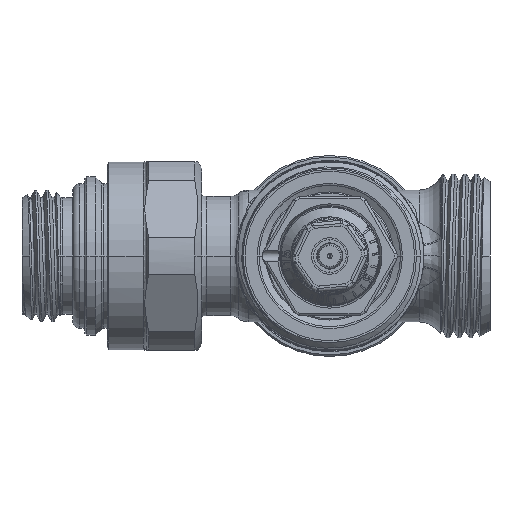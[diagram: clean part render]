
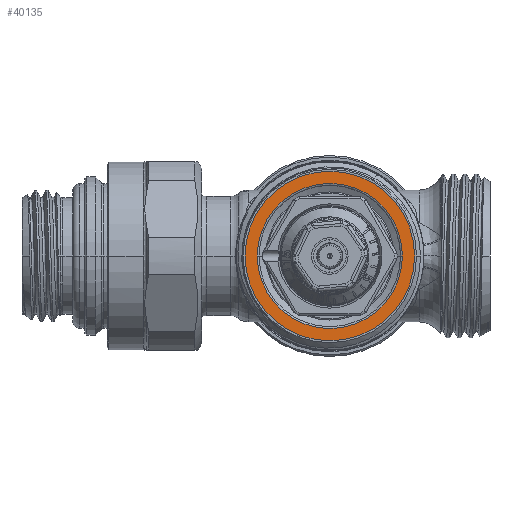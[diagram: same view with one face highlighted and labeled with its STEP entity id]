
A CAD part, left-side view. The second image highlights one B-rep face of the part: STEP entity #40135.
In plain terms, the highlighted planar face has unit normal (-1, 0, 0).
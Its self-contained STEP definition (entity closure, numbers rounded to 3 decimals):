
#11727=CARTESIAN_POINT('',(-46.5,0.,0.));
#11728=DIRECTION('',(-1.,0.,0.));
#11729=DIRECTION('',(0.,1.,0.));
#11730=AXIS2_PLACEMENT_3D('',#11727,#11728,#11729);
#11740=CARTESIAN_POINT('',(-46.5,0.,0.));
#11741=DIRECTION('',(1.,0.,0.));
#11742=DIRECTION('',(0.,1.,0.));
#11743=AXIS2_PLACEMENT_3D('',#11740,#11741,#11742);
#11745=CARTESIAN_POINT('',(-46.5,0.,0.));
#11746=DIRECTION('',(-1.,0.,0.));
#11747=DIRECTION('',(0.,1.,0.));
#11748=AXIS2_PLACEMENT_3D('',#11745,#11746,#11747);
#11755=CARTESIAN_POINT('',(-46.5,0.,0.));
#11756=DIRECTION('',(-1.,0.,0.));
#11757=DIRECTION('',(0.,-1.,0.));
#11758=AXIS2_PLACEMENT_3D('',#11755,#11756,#11757);
#25433=CARTESIAN_POINT('',(-46.5,13.5,0.));
#25435=VERTEX_POINT('',#25433);
#25437=CARTESIAN_POINT('',(-46.5,-13.5,0.));
#25439=VERTEX_POINT('',#25437);
#25477=CARTESIAN_POINT('',(-46.5,11.55,0.));
#25478=CARTESIAN_POINT('',(-46.5,-11.55,0.));
#25479=VERTEX_POINT('',#25477);
#25480=VERTEX_POINT('',#25478);
#40120=CARTESIAN_POINT('',(-46.5,0.,0.));
#40121=DIRECTION('',(-1.,0.,0.));
#40122=DIRECTION('',(0.,1.,0.));
#40123=AXIS2_PLACEMENT_3D('',#40120,#40121,#40122);
#40124=PLANE('',#40123);
#40125=ORIENTED_EDGE('',*,*,#40115,.T.);
#40126=ORIENTED_EDGE('',*,*,#40099,.F.);
#40127=EDGE_LOOP('',(#40125,#40126));
#40128=FACE_OUTER_BOUND('',#40127,.F.);
#40130=ORIENTED_EDGE('',*,*,#40129,.T.);
#40132=ORIENTED_EDGE('',*,*,#40131,.T.);
#40133=EDGE_LOOP('',(#40130,#40132));
#40134=FACE_BOUND('',#40133,.F.);
#40135=ADVANCED_FACE('',(#40128,#40134),#40124,.T.);
#11731=CIRCLE('',#11730,13.5);
#11744=CIRCLE('',#11743,13.5);
#11749=CIRCLE('',#11748,11.55);
#11759=CIRCLE('',#11758,11.55);
#40099=EDGE_CURVE('',#25435,#25439,#11731,.T.);
#40115=EDGE_CURVE('',#25435,#25439,#11744,.T.);
#40129=EDGE_CURVE('',#25479,#25480,#11749,.T.);
#40131=EDGE_CURVE('',#25480,#25479,#11759,.T.);
